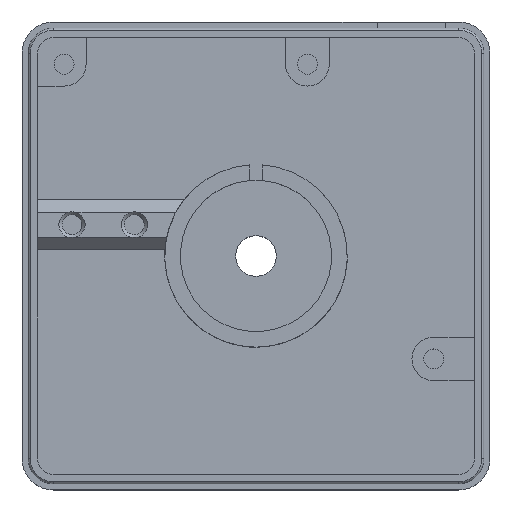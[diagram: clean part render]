
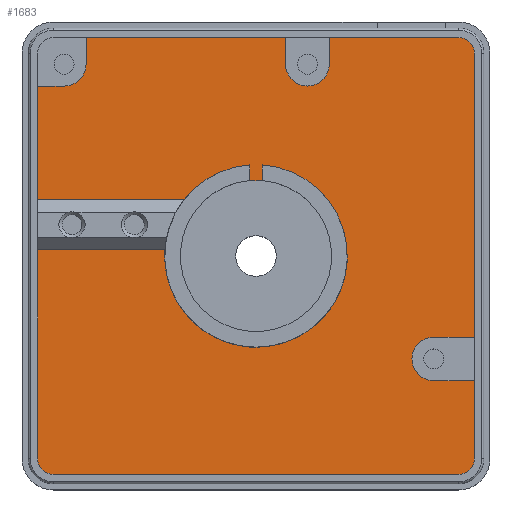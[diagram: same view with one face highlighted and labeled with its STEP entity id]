
A CAD part, top view. The second image highlights one B-rep face of the part: STEP entity #1683.
In plain terms, the highlighted planar face has unit normal (0, 0, 1).
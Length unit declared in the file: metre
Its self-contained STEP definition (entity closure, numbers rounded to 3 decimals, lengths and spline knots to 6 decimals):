
#72=CIRCLE('',#1812,0.014625);
#73=CIRCLE('',#1813,0.014625);
#74=CIRCLE('',#1814,0.0035);
#75=CIRCLE('',#1815,0.0025);
#76=CIRCLE('',#1816,0.0035);
#77=CIRCLE('',#1817,0.0035);
#78=CIRCLE('',#1818,0.0025);
#79=CIRCLE('',#1819,0.0025);
#201=ORIENTED_EDGE('',*,*,#684,.F.);
#202=ORIENTED_EDGE('',*,*,#685,.F.);
#203=ORIENTED_EDGE('',*,*,#686,.T.);
#204=ORIENTED_EDGE('',*,*,#687,.T.);
#205=ORIENTED_EDGE('',*,*,#688,.T.);
#206=ORIENTED_EDGE('',*,*,#689,.T.);
#207=ORIENTED_EDGE('',*,*,#690,.F.);
#208=ORIENTED_EDGE('',*,*,#691,.T.);
#209=ORIENTED_EDGE('',*,*,#692,.F.);
#210=ORIENTED_EDGE('',*,*,#693,.T.);
#211=ORIENTED_EDGE('',*,*,#683,.F.);
#212=ORIENTED_EDGE('',*,*,#694,.F.);
#213=ORIENTED_EDGE('',*,*,#695,.F.);
#214=ORIENTED_EDGE('',*,*,#696,.T.);
#215=ORIENTED_EDGE('',*,*,#697,.F.);
#216=ORIENTED_EDGE('',*,*,#698,.F.);
#217=ORIENTED_EDGE('',*,*,#699,.F.);
#218=ORIENTED_EDGE('',*,*,#700,.T.);
#219=ORIENTED_EDGE('',*,*,#701,.F.);
#220=ORIENTED_EDGE('',*,*,#702,.T.);
#221=ORIENTED_EDGE('',*,*,#703,.T.);
#222=ORIENTED_EDGE('',*,*,#704,.T.);
#223=ORIENTED_EDGE('',*,*,#705,.T.);
#224=ORIENTED_EDGE('',*,*,#706,.F.);
#225=ORIENTED_EDGE('',*,*,#707,.T.);
#226=ORIENTED_EDGE('',*,*,#708,.F.);
#227=ORIENTED_EDGE('',*,*,#709,.T.);
#228=ORIENTED_EDGE('',*,*,#710,.F.);
#229=ORIENTED_EDGE('',*,*,#679,.F.);
#230=ORIENTED_EDGE('',*,*,#711,.T.);
#679=EDGE_CURVE('',#918,#919,#1074,.T.);
#683=EDGE_CURVE('',#922,#916,#1078,.T.);
#684=EDGE_CURVE('',#923,#924,#1079,.T.);
#685=EDGE_CURVE('',#925,#923,#1080,.T.);
#686=EDGE_CURVE('',#925,#926,#1081,.T.);
#687=EDGE_CURVE('',#926,#927,#72,.F.);
#688=EDGE_CURVE('',#927,#928,#1082,.T.);
#689=EDGE_CURVE('',#928,#929,#1083,.T.);
#690=EDGE_CURVE('',#930,#929,#1084,.T.);
#691=EDGE_CURVE('',#930,#924,#73,.F.);
#692=EDGE_CURVE('',#931,#932,#74,.T.);
#693=EDGE_CURVE('',#931,#916,#1085,.T.);
#694=EDGE_CURVE('',#933,#922,#75,.F.);
#695=EDGE_CURVE('',#934,#933,#1086,.T.);
#696=EDGE_CURVE('',#934,#935,#1087,.T.);
#697=EDGE_CURVE('',#936,#935,#76,.T.);
#698=EDGE_CURVE('',#937,#936,#1088,.T.);
#699=EDGE_CURVE('',#938,#937,#1089,.T.);
#700=EDGE_CURVE('',#938,#939,#1090,.T.);
#701=EDGE_CURVE('',#940,#939,#77,.T.);
#702=EDGE_CURVE('',#940,#941,#1091,.T.);
#703=EDGE_CURVE('',#941,#942,#1092,.T.);
#704=EDGE_CURVE('',#942,#943,#1093,.T.);
#705=EDGE_CURVE('',#943,#944,#1094,.T.);
#706=EDGE_CURVE('',#945,#944,#1095,.T.);
#707=EDGE_CURVE('',#945,#946,#1096,.T.);
#708=EDGE_CURVE('',#947,#946,#78,.F.);
#709=EDGE_CURVE('',#947,#948,#1097,.T.);
#710=EDGE_CURVE('',#919,#948,#79,.F.);
#711=EDGE_CURVE('',#918,#932,#1098,.T.);
#916=VERTEX_POINT('',#2584);
#918=VERTEX_POINT('',#2588);
#919=VERTEX_POINT('',#2590);
#922=VERTEX_POINT('',#2596);
#923=VERTEX_POINT('',#2600);
#924=VERTEX_POINT('',#2601);
#925=VERTEX_POINT('',#2603);
#926=VERTEX_POINT('',#2605);
#927=VERTEX_POINT('',#2607);
#928=VERTEX_POINT('',#2609);
#929=VERTEX_POINT('',#2611);
#930=VERTEX_POINT('',#2613);
#931=VERTEX_POINT('',#2616);
#932=VERTEX_POINT('',#2617);
#933=VERTEX_POINT('',#2620);
#934=VERTEX_POINT('',#2622);
#935=VERTEX_POINT('',#2624);
#936=VERTEX_POINT('',#2626);
#937=VERTEX_POINT('',#2628);
#938=VERTEX_POINT('',#2630);
#939=VERTEX_POINT('',#2632);
#940=VERTEX_POINT('',#2634);
#941=VERTEX_POINT('',#2636);
#942=VERTEX_POINT('',#2638);
#943=VERTEX_POINT('',#2640);
#944=VERTEX_POINT('',#2642);
#945=VERTEX_POINT('',#2644);
#946=VERTEX_POINT('',#2646);
#947=VERTEX_POINT('',#2648);
#948=VERTEX_POINT('',#2650);
#1074=LINE('',#2589,#1245);
#1078=LINE('',#2597,#1249);
#1079=LINE('',#2599,#1250);
#1080=LINE('',#2602,#1251);
#1081=LINE('',#2604,#1252);
#1082=LINE('',#2608,#1253);
#1083=LINE('',#2610,#1254);
#1084=LINE('',#2612,#1255);
#1085=LINE('',#2618,#1256);
#1086=LINE('',#2621,#1257);
#1087=LINE('',#2623,#1258);
#1088=LINE('',#2627,#1259);
#1089=LINE('',#2629,#1260);
#1090=LINE('',#2631,#1261);
#1091=LINE('',#2635,#1262);
#1092=LINE('',#2637,#1263);
#1093=LINE('',#2639,#1264);
#1094=LINE('',#2641,#1265);
#1095=LINE('',#2643,#1266);
#1096=LINE('',#2645,#1267);
#1097=LINE('',#2649,#1268);
#1098=LINE('',#2652,#1269);
#1245=VECTOR('',#2053,1.);
#1249=VECTOR('',#2057,1.);
#1250=VECTOR('',#2060,1.);
#1251=VECTOR('',#2061,1.);
#1252=VECTOR('',#2062,1.);
#1253=VECTOR('',#2065,1.);
#1254=VECTOR('',#2066,1.);
#1255=VECTOR('',#2067,1.);
#1256=VECTOR('',#2072,1.);
#1257=VECTOR('',#2075,1.);
#1258=VECTOR('',#2076,1.);
#1259=VECTOR('',#2079,1.);
#1260=VECTOR('',#2080,1.);
#1261=VECTOR('',#2081,1.);
#1262=VECTOR('',#2084,1.);
#1263=VECTOR('',#2085,1.);
#1264=VECTOR('',#2086,1.);
#1265=VECTOR('',#2087,1.);
#1266=VECTOR('',#2088,1.);
#1267=VECTOR('',#2089,1.);
#1268=VECTOR('',#2092,1.);
#1269=VECTOR('',#2095,1.);
#1388=EDGE_LOOP('',(#201,#202,#203,#204,#205,#206,#207,#208));
#1389=EDGE_LOOP('',(#209,#210,#211,#212,#213,#214,#215,#216,#217,#218,#219,
#220,#221,#222,#223,#224,#225,#226,#227,#228,#229,#230));
#1505=FACE_BOUND('',#1388,.T.);
#1506=FACE_BOUND('',#1389,.T.);
#1617=PLANE('',#1811);
#1683=ADVANCED_FACE('',(#1505,#1506),#1617,.T.);
#1811=AXIS2_PLACEMENT_3D('',#2598,#2058,#2059);
#1812=AXIS2_PLACEMENT_3D('',#2606,#2063,#2064);
#1813=AXIS2_PLACEMENT_3D('',#2614,#2068,#2069);
#1814=AXIS2_PLACEMENT_3D('',#2615,#2070,#2071);
#1815=AXIS2_PLACEMENT_3D('',#2619,#2073,#2074);
#1816=AXIS2_PLACEMENT_3D('',#2625,#2077,#2078);
#1817=AXIS2_PLACEMENT_3D('',#2633,#2082,#2083);
#1818=AXIS2_PLACEMENT_3D('',#2647,#2090,#2091);
#1819=AXIS2_PLACEMENT_3D('',#2651,#2093,#2094);
#2053=DIRECTION('',(0.,-1.,0.));
#2057=DIRECTION('',(0.,-1.,0.));
#2058=DIRECTION('',(0.,0.,1.));
#2059=DIRECTION('',(1.,0.,0.));
#2060=DIRECTION('',(1.,0.,0.));
#2061=DIRECTION('',(0.,-1.,0.));
#2062=DIRECTION('',(1.,0.,0.));
#2063=DIRECTION('',(0.,0.,1.));
#2064=DIRECTION('',(1.,0.,0.));
#2065=DIRECTION('',(0.,-1.,0.));
#2066=DIRECTION('',(1.,0.,0.));
#2067=DIRECTION('',(0.,-1.,0.));
#2068=DIRECTION('',(0.,0.,1.));
#2069=DIRECTION('',(1.,0.,0.));
#2070=DIRECTION('',(0.,0.,1.));
#2071=DIRECTION('',(1.,0.,0.));
#2072=DIRECTION('',(1.,0.,0.));
#2073=DIRECTION('',(0.,0.,1.));
#2074=DIRECTION('',(1.,0.,0.));
#2075=DIRECTION('',(1.,0.,0.));
#2076=DIRECTION('',(0.,-1.,0.));
#2077=DIRECTION('',(0.,0.,1.));
#2078=DIRECTION('',(1.,0.,0.));
#2079=DIRECTION('',(0.,-1.,0.));
#2080=DIRECTION('',(1.,0.,0.));
#2081=DIRECTION('',(0.,-1.,0.));
#2082=DIRECTION('',(0.,0.,1.));
#2083=DIRECTION('',(1.,0.,0.));
#2084=DIRECTION('',(-1.,0.,0.));
#2085=DIRECTION('',(0.,-1.,0.));
#2086=DIRECTION('',(1.,0.,0.));
#2087=DIRECTION('',(0.,-1.,0.));
#2088=DIRECTION('',(1.,0.,0.));
#2089=DIRECTION('',(0.,-1.,0.));
#2090=DIRECTION('',(0.,0.,1.));
#2091=DIRECTION('',(1.,0.,0.));
#2092=DIRECTION('',(1.,0.,0.));
#2093=DIRECTION('',(0.,0.,1.));
#2094=DIRECTION('',(1.,0.,0.));
#2095=DIRECTION('',(-1.,0.,0.));
#2584=CARTESIAN_POINT('',(0.035,-0.013,0.002));
#2588=CARTESIAN_POINT('',(0.035,-0.02,0.002));
#2589=CARTESIAN_POINT('',(0.035,0.,0.002));
#2590=CARTESIAN_POINT('',(0.035,-0.0325,0.002));
#2596=CARTESIAN_POINT('',(0.035,0.0325,0.002));
#2597=CARTESIAN_POINT('',(0.035,0.,0.002));
#2598=CARTESIAN_POINT('',(0.,0.,0.002));
#2599=CARTESIAN_POINT('',(-0.024795,0.001,0.002));
#2600=CARTESIAN_POINT('',(-0.017295,0.001,0.002));
#2601=CARTESIAN_POINT('',(-0.014591,0.001,0.002));
#2602=CARTESIAN_POINT('',(-0.017295,0.009002,0.002));
#2603=CARTESIAN_POINT('',(-0.017295,0.009,0.002));
#2604=CARTESIAN_POINT('',(-0.023264,0.009,0.002));
#2605=CARTESIAN_POINT('',(-0.011528,0.009,0.002));
#2606=CARTESIAN_POINT('',(0.,0.,0.002));
#2607=CARTESIAN_POINT('',(-0.001,0.014591,0.002));
#2608=CARTESIAN_POINT('',(-0.001,0.013354,0.002));
#2609=CARTESIAN_POINT('',(-0.001,0.012084,0.002));
#2610=CARTESIAN_POINT('',(0.,0.012084,0.002));
#2611=CARTESIAN_POINT('',(0.001,0.012084,0.002));
#2612=CARTESIAN_POINT('',(0.001,0.013354,0.002));
#2613=CARTESIAN_POINT('',(0.001,0.014591,0.002));
#2614=CARTESIAN_POINT('',(0.,0.,0.002));
#2615=CARTESIAN_POINT('',(0.0285,-0.0165,0.002));
#2616=CARTESIAN_POINT('',(0.0285,-0.013,0.002));
#2617=CARTESIAN_POINT('',(0.0285,-0.02,0.002));
#2618=CARTESIAN_POINT('',(0.03175,-0.013,0.002));
#2619=CARTESIAN_POINT('',(0.0325,0.0325,0.002));
#2620=CARTESIAN_POINT('',(0.0325,0.035,0.002));
#2621=CARTESIAN_POINT('',(0.,0.035,0.002));
#2622=CARTESIAN_POINT('',(0.01175,0.035,0.002));
#2623=CARTESIAN_POINT('',(0.01175,0.032875,0.002));
#2624=CARTESIAN_POINT('',(0.01175,0.03075,0.002));
#2625=CARTESIAN_POINT('',(0.00825,0.03075,0.002));
#2626=CARTESIAN_POINT('',(0.00475,0.03075,0.002));
#2627=CARTESIAN_POINT('',(0.00475,0.032875,0.002));
#2628=CARTESIAN_POINT('',(0.00475,0.035,0.002));
#2629=CARTESIAN_POINT('',(0.,0.035,0.002));
#2630=CARTESIAN_POINT('',(-0.02725,0.035,0.002));
#2631=CARTESIAN_POINT('',(-0.02725,0.032875,0.002));
#2632=CARTESIAN_POINT('',(-0.02725,0.03075,0.002));
#2633=CARTESIAN_POINT('',(-0.03075,0.03075,0.002));
#2634=CARTESIAN_POINT('',(-0.03075,0.02725,0.002));
#2635=CARTESIAN_POINT('',(-0.032875,0.02725,0.002));
#2636=CARTESIAN_POINT('',(-0.035,0.02725,0.002));
#2637=CARTESIAN_POINT('',(-0.035,0.,0.002));
#2638=CARTESIAN_POINT('',(-0.035,0.009,0.002));
#2639=CARTESIAN_POINT('',(-0.023264,0.009,0.002));
#2640=CARTESIAN_POINT('',(-0.032295,0.009,0.002));
#2641=CARTESIAN_POINT('',(-0.032295,0.009002,0.002));
#2642=CARTESIAN_POINT('',(-0.032295,0.001,0.002));
#2643=CARTESIAN_POINT('',(-0.024795,0.001,0.002));
#2644=CARTESIAN_POINT('',(-0.035,0.001,0.002));
#2645=CARTESIAN_POINT('',(-0.035,0.,0.002));
#2646=CARTESIAN_POINT('',(-0.035,-0.0325,0.002));
#2647=CARTESIAN_POINT('',(-0.0325,-0.0325,0.002));
#2648=CARTESIAN_POINT('',(-0.0325,-0.035,0.002));
#2649=CARTESIAN_POINT('',(0.,-0.035,0.002));
#2650=CARTESIAN_POINT('',(0.0325,-0.035,0.002));
#2651=CARTESIAN_POINT('',(0.0325,-0.0325,0.002));
#2652=CARTESIAN_POINT('',(0.03175,-0.02,0.002));
